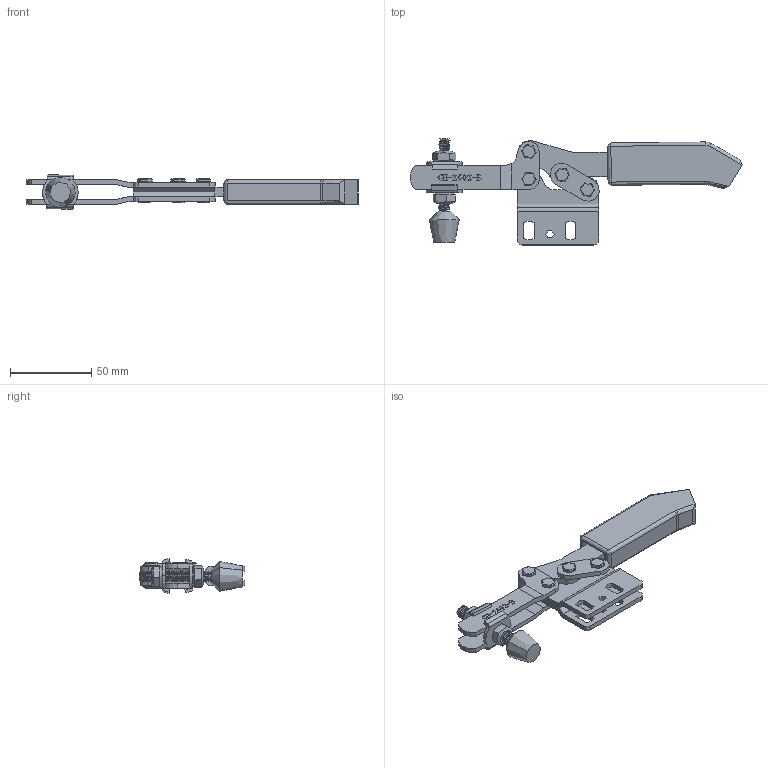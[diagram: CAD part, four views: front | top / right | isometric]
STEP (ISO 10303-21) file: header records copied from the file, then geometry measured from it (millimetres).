
FILE_DESCRIPTION (( 'STEP AP203' ), '1' );
FILE_NAME ('CH-2602-B.STEP', '2020-03-06T08:02:21', ( 'User' ), ( 'china' ), 'SwSTEP 2.0', 'SolidWorks 2018', '' );
FILE_SCHEMA (( 'CONFIG_CONTROL_DESIGN' ));
Length unit declared in the file: millimetre
Products named in the file (28): í; CH-FW-516; 忒梟; 忒梟杶; 蟀裝; CH-FC-56212 NUT; CH-FC-56212 SPINDLE SUPPLIED; CH-2602-B; 揤參; 菁釱01; 菁釱02
Assembly tree (19 placements, depth 2):
  CH-FW-516
  忒梟
  CH-FW-516
  蟀裝
  蟀裝
Bounding box: 204.02 x 65.14 x 21.64 mm (x, y, z)
Volume: 65395.5 mm3; surface area: 40758.8 mm2
Topology: 17 solids, 17 shells, 799 faces, 2137 edges, 1404 vertices
Faces by surface type: plane 345, cylinder 218, bspline 169, cone 35, torus 28, sphere 4
Entity records: 36622 total; most frequent: CARTESIAN_POINT 17782, ORIENTED_EDGE 3772, DIRECTION 2699, EDGE_CURVE 1886, VERTEX_POINT 1244, LINE 1117, VECTOR 1117, AXIS2_PLACEMENT_3D 791
